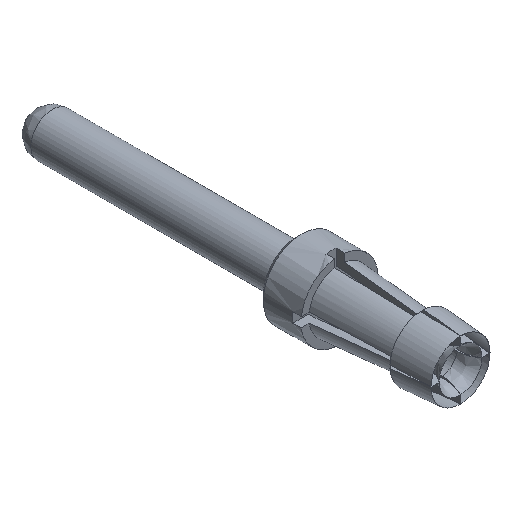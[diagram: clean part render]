
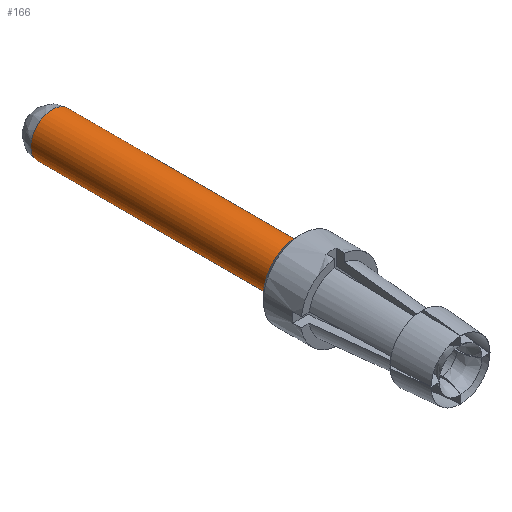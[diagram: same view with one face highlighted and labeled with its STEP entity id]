
A CAD part, isometric view. The second image highlights one B-rep face of the part: STEP entity #166.
In plain terms, the highlighted free-form (B-spline) face has degree [2, 1] with [7, 2] control points.
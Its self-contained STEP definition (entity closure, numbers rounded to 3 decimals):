
#78=CARTESIAN_POINT('V37',(-231.232,-560.327,
   0.0));
#79=VERTEX_POINT('V37',#78);
#96=CARTESIAN_POINT('E43',(-231.232,-560.327,
   0.0));
#97=CARTESIAN_POINT('E43',(-231.232,-560.327,
   -2.165));
#98=CARTESIAN_POINT('E43',(-229.357,-560.327,
   -1.083));
#99=CARTESIAN_POINT('E43',(-227.482,-560.327,
   0.));
#100=CARTESIAN_POINT('E43',(-229.357,
   -560.327,1.083));
#101=CARTESIAN_POINT('E43',(-231.232,
   -560.327,2.165));
#102=CARTESIAN_POINT('E43',(-231.232,
   -560.327,0.0));
#110=(BOUNDED_CURVE()B_SPLINE_CURVE(2,(#96,#97,#98,#99,#100,#101,
   #102),.CIRCULAR_ARC.,.T.,.U.)B_SPLINE_CURVE_WITH_KNOTS((3,2,2,3),
   (0.0,1.225,2.449,3.674),
   .UNSPECIFIED.)CURVE()GEOMETRIC_REPRESENTATION_ITEM()
   RATIONAL_B_SPLINE_CURVE((1.0,0.5,1.0,
   0.5,1.0,0.5,1.0))REPRESENTATION_ITEM(
   'E43'));
#111=EDGE_CURVE('E43',#79,#79,#110,.T.);
#116=CARTESIAN_POINT('F6',(-231.232,-560.327,
   0.0));
#117=CARTESIAN_POINT('F6',(-231.232,-560.327,
   -2.165));
#118=CARTESIAN_POINT('F6',(-229.357,-560.327,
   -1.083));
#119=CARTESIAN_POINT('F6',(-227.482,-560.327,
   0.));
#120=CARTESIAN_POINT('F6',(-229.357,-560.327,
   1.083));
#121=CARTESIAN_POINT('F6',(-231.232,-560.327,
   2.165));
#122=CARTESIAN_POINT('F6',(-231.232,-560.327,
   0.0));
#123=CARTESIAN_POINT('F6',(-231.232,-574.177,
   0.0));
#124=CARTESIAN_POINT('F6',(-231.232,-574.177,
   -2.165));
#125=CARTESIAN_POINT('F6',(-229.357,-574.177,
   -1.083));
#126=CARTESIAN_POINT('F6',(-227.482,-574.177,
   0.));
#127=CARTESIAN_POINT('F6',(-229.357,-574.177,
   1.083));
#128=CARTESIAN_POINT('F6',(-231.232,-574.177,
   2.165));
#129=CARTESIAN_POINT('F6',(-231.232,-574.177,
   0.0));
#137=(BOUNDED_SURFACE()B_SPLINE_SURFACE(2,1,((#116,#123),(#117,
   #124),(#118,#125),(#119,#126),(#120,#127),(#121,#128),(
   #122,#129)),.CYLINDRICAL_SURF.,.T.,.F.,.U.)
   B_SPLINE_SURFACE_WITH_KNOTS((3,2,2,3),(2,2),(0.0,
   0.333,0.667,1.0),(0.0,1.0),.UNSPECIFIED.
   )GEOMETRIC_REPRESENTATION_ITEM()RATIONAL_B_SPLINE_SURFACE(((
   1.0,1.0),(0.5,0.5),(1.0,1.0),(
   0.5,0.5),(1.0,1.0),(
   0.5,0.5),(1.0,1.0)))
   REPRESENTATION_ITEM('F6')SURFACE());
#138=CARTESIAN_POINT('V39',(-231.232,
   -574.177,0.0));
#139=VERTEX_POINT('V39',#138);
#140=CARTESIAN_POINT('E44',(-231.232,
   -574.177,0.0));
#141=CARTESIAN_POINT('E44',(-231.232,
   -560.327,0.0));
#142=QUASI_UNIFORM_CURVE('E44',1,(#140,#141),.POLYLINE_FORM.,.F.,.U.
   );
#143=EDGE_CURVE('E44',#139,#79,#142,.T.);
#144=ORIENTED_EDGE('E44',*,*,#143,.T.);
#145=ORIENTED_EDGE('F5',*,*,#111,.T.);
#146=ORIENTED_EDGE('E44',*,*,#143,.F.);
#147=CARTESIAN_POINT('E45',(-231.232,
   -574.177,0.0));
#148=CARTESIAN_POINT('E45',(-231.232,
   -574.177,-2.165));
#149=CARTESIAN_POINT('E45',(-229.357,
   -574.177,-1.083));
#150=CARTESIAN_POINT('E45',(-227.482,
   -574.177,0.));
#151=CARTESIAN_POINT('E45',(-229.357,
   -574.177,1.083));
#152=CARTESIAN_POINT('E45',(-231.232,
   -574.177,2.165));
#153=CARTESIAN_POINT('E45',(-231.232,
   -574.177,0.0));
#161=(BOUNDED_CURVE()B_SPLINE_CURVE(2,(#147,#148,#149,#150,#151,
   #152,#153),.CIRCULAR_ARC.,.T.,.U.)B_SPLINE_CURVE_WITH_KNOTS((3,
   2,2,3),(0.0,0.333,0.667,1.0),
   .UNSPECIFIED.)CURVE()GEOMETRIC_REPRESENTATION_ITEM()
   RATIONAL_B_SPLINE_CURVE((1.0,0.5,1.0,
   0.5,1.0,0.5,1.0))REPRESENTATION_ITEM(
   'E45'));
#162=EDGE_CURVE('E45',#139,#139,#161,.T.);
#163=ORIENTED_EDGE('E45',*,*,#162,.F.);
#164=EDGE_LOOP('F6',(#144,#145,#146,#163));
#165=FACE_OUTER_BOUND('F6',#164,.T.);
#166=ADVANCED_FACE('F6',(#165),#137,.T.);
